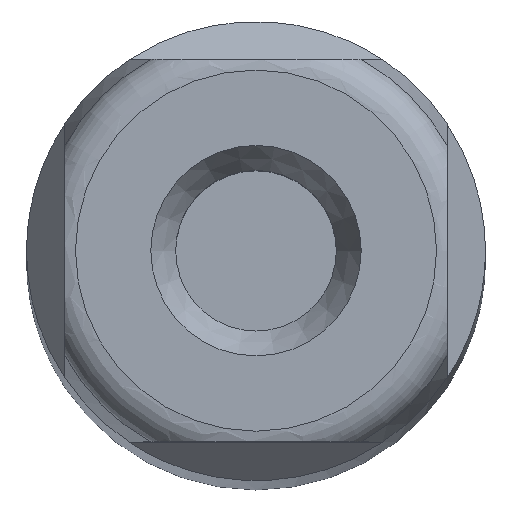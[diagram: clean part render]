
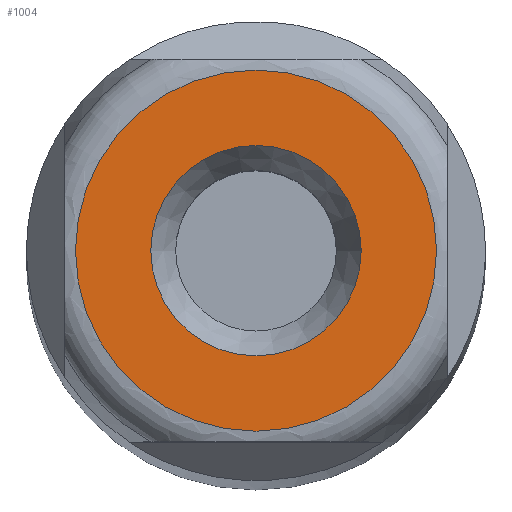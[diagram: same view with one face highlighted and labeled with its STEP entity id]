
A CAD part, top view. The second image highlights one B-rep face of the part: STEP entity #1004.
In plain terms, the highlighted planar face has unit normal (0, 0, 1).
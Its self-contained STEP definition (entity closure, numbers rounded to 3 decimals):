
#67 = EDGE_LOOP ( 'NONE', ( #457 ) ) ;
#127 = DIRECTION ( 'NONE',  ( 1., 0., 0. ) ) ;
#171 = FACE_BOUND ( 'NONE', #67, .T. ) ;
#172 = DIRECTION ( 'NONE',  ( 1., 0., 0. ) ) ;
#271 = AXIS2_PLACEMENT_3D ( 'NONE', #799, #882, #172 ) ;
#368 = AXIS2_PLACEMENT_3D ( 'NONE', #584, #825, #127 ) ;
#395 = VERTEX_POINT ( 'NONE', #399 ) ;
#399 = CARTESIAN_POINT ( 'NONE',  ( 4.72, 0., 0. ) ) ;
#404 = PLANE ( 'NONE',  #619 ) ;
#440 = ORIENTED_EDGE ( 'NONE', *, *, #564, .T. ) ;
#457 = ORIENTED_EDGE ( 'NONE', *, *, #686, .F. ) ;
#466 = CIRCLE ( 'NONE', #368, 4.72 ) ;
#475 = DIRECTION ( 'NONE',  ( -1., 0., 0. ) ) ;
#479 = VERTEX_POINT ( 'NONE', #571 ) ;
#541 = EDGE_LOOP ( 'NONE', ( #440 ) ) ;
#564 = EDGE_CURVE ( 'NONE', #395, #395, #466, .T. ) ;
#566 = CARTESIAN_POINT ( 'NONE',  ( 0., 0., 0. ) ) ;
#571 = CARTESIAN_POINT ( 'NONE',  ( 2.75, 0., 0. ) ) ;
#584 = CARTESIAN_POINT ( 'NONE',  ( 0., 0., 0. ) ) ;
#586 = CIRCLE ( 'NONE', #271, 2.75 ) ;
#619 = AXIS2_PLACEMENT_3D ( 'NONE', #566, #638, #475 ) ;
#638 = DIRECTION ( 'NONE',  ( 0., 0., -1. ) ) ;
#686 = EDGE_CURVE ( 'NONE', #479, #479, #586, .T. ) ;
#799 = CARTESIAN_POINT ( 'NONE',  ( 0., 0., 0. ) ) ;
#825 = DIRECTION ( 'NONE',  ( 0., 0., 1. ) ) ;
#882 = DIRECTION ( 'NONE',  ( 0., 0., 1. ) ) ;
#957 = FACE_OUTER_BOUND ( 'NONE', #541, .T. ) ;
#1004 = ADVANCED_FACE ( 'NONE', ( #171, #957 ), #404, .F. ) ;
